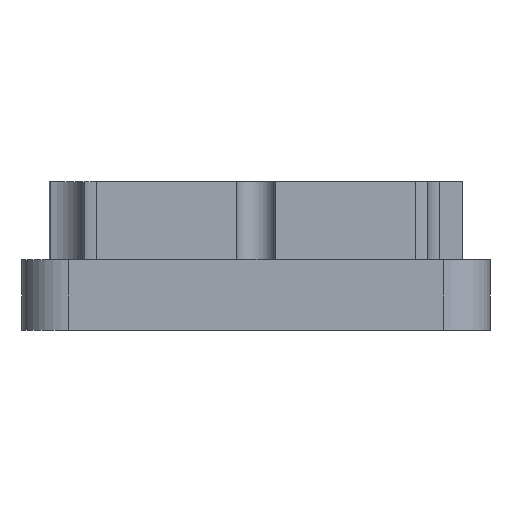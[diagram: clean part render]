
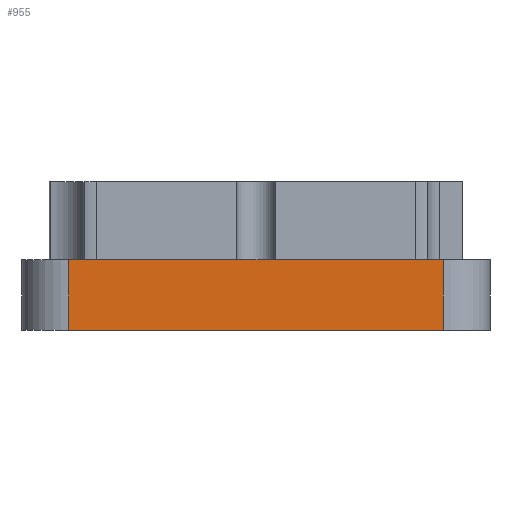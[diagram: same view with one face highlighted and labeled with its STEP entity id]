
A CAD part, left-side view. The second image highlights one B-rep face of the part: STEP entity #955.
In plain terms, the highlighted planar face has unit normal (-1, 0, 0).
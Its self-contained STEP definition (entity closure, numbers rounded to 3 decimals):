
#137=FACE_OUTER_BOUND('',#191,.T.);
#191=EDGE_LOOP('',(#803,#804,#805,#806));
#279=LINE('',#1590,#369);
#280=LINE('',#1593,#370);
#281=LINE('',#1595,#371);
#282=LINE('',#1596,#372);
#369=VECTOR('',#1309,10.);
#370=VECTOR('',#1312,10.);
#371=VECTOR('',#1313,10.);
#372=VECTOR('',#1314,10.);
#463=VERTEX_POINT('',#1586);
#464=VERTEX_POINT('',#1588);
#465=VERTEX_POINT('',#1592);
#466=VERTEX_POINT('',#1594);
#593=EDGE_CURVE('',#463,#464,#279,.T.);
#594=EDGE_CURVE('',#465,#463,#280,.T.);
#595=EDGE_CURVE('',#466,#464,#281,.T.);
#596=EDGE_CURVE('',#465,#466,#282,.T.);
#803=ORIENTED_EDGE('',*,*,#594,.T.);
#804=ORIENTED_EDGE('',*,*,#593,.T.);
#805=ORIENTED_EDGE('',*,*,#595,.F.);
#806=ORIENTED_EDGE('',*,*,#596,.F.);
#910=PLANE('',#1059);
#955=ADVANCED_FACE('',(#137),#910,.T.);
#1059=AXIS2_PLACEMENT_3D('',#1591,#1310,#1311);
#1309=DIRECTION('',(0.,0.,1.));
#1310=DIRECTION('center_axis',(-1.,0.,0.));
#1311=DIRECTION('ref_axis',(0.,-1.,0.));
#1312=DIRECTION('',(0.,-1.,0.));
#1313=DIRECTION('',(0.,-1.,0.));
#1314=DIRECTION('',(0.,0.,1.));
#1586=CARTESIAN_POINT('',(-13.209,-3.29,0.));
#1588=CARTESIAN_POINT('',(-13.209,-3.29,9.));
#1590=CARTESIAN_POINT('',(-13.209,-3.29,0.));
#1591=CARTESIAN_POINT('Origin',(-13.209,44.71,0.));
#1592=CARTESIAN_POINT('',(-13.209,44.71,0.));
#1593=CARTESIAN_POINT('',(-13.209,44.71,0.));
#1594=CARTESIAN_POINT('',(-13.209,44.71,9.));
#1595=CARTESIAN_POINT('',(-13.209,44.71,9.));
#1596=CARTESIAN_POINT('',(-13.209,44.71,0.));
